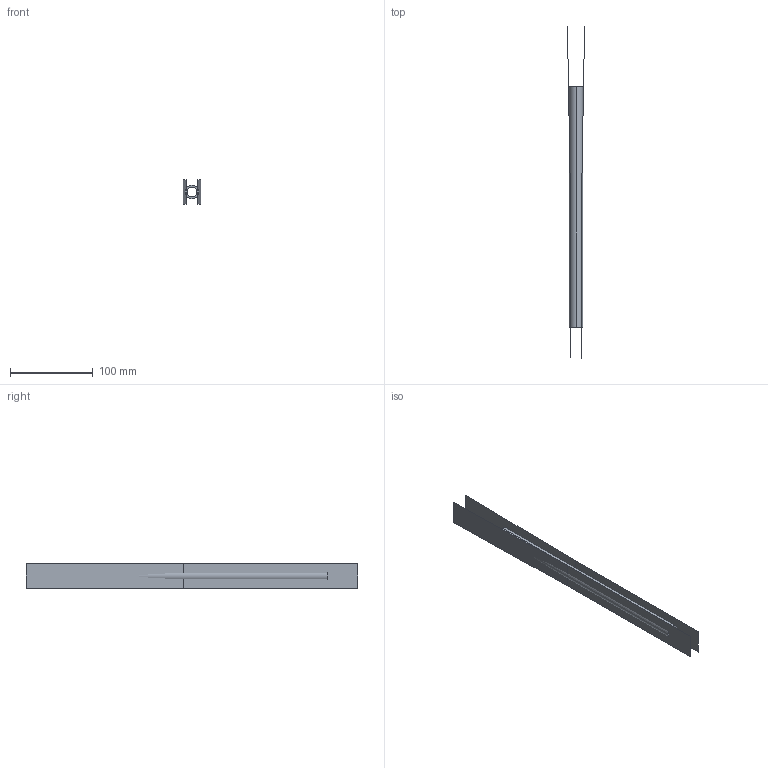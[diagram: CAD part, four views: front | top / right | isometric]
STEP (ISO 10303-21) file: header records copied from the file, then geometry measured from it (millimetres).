
FILE_DESCRIPTION (( 'STEP AP214' ), '1' );
FILE_NAME ('Rohr-Bsp.STEP', '2015-09-14T12:41:30', ( 'Grathwohl' ), ( '' ), 'SwSTEP 2.0', 'SolidWorks 2015', '' );
FILE_SCHEMA (( 'AUTOMOTIVE_DESIGN' ));
Length unit declared in the file: millimetre
Products named in the file (1): Rohr-Bsp
Bounding box: 20.64 x 400.01 x 30 mm (x, y, z)
Surface area: 49687.7 mm2 (no closed solid volume)
Topology: 0 solids, 3 shells, 10 faces, 26 edges, 20 vertices
Faces by surface type: plane 6, cylinder 4
Entity records: 346 total; most frequent: CARTESIAN_POINT 57, DIRECTION 56, ORIENTED_EDGE 40, EDGE_CURVE 26, VERTEX_POINT 20, AXIS2_PLACEMENT_3D 19, VECTOR 18, LINE 18
